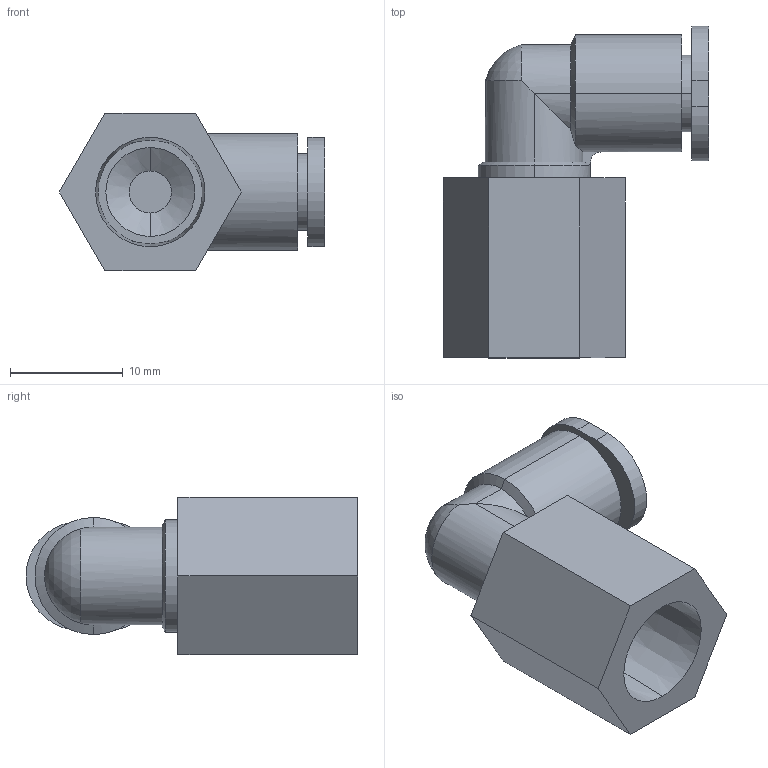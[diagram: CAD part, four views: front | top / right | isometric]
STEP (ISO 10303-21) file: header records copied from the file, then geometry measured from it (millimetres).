
FILE_DESCRIPTION (( 'STEP AP214' ), '1' );
FILE_NAME ('KQ2LF06-01N1.STEP', '2017-04-26T06:54:05', ( 'SONIC' ), ( 'UNITCOM PC' ), 'SwSTEP 2.0', 'SolidWorks 2015', '' );
FILE_SCHEMA (( 'AUTOMOTIVE_DESIGN' ));
Length unit declared in the file: millimetre
Products named in the file (1): KQ2LF06-01N1
Bounding box: 23.58 x 29.5 x 14 mm (x, y, z)
Volume: 3135.8 mm3; surface area: 2605.4 mm2
Topology: 1 solids, 1 shells, 59 faces, 137 edges, 86 vertices
Faces by surface type: plane 27, cylinder 21, cone 10, sphere 1
Entity records: 1728 total; most frequent: CARTESIAN_POINT 323, DIRECTION 302, ORIENTED_EDGE 274, EDGE_CURVE 137, AXIS2_PLACEMENT_3D 115, VERTEX_POINT 86, VECTOR 72, LINE 72
